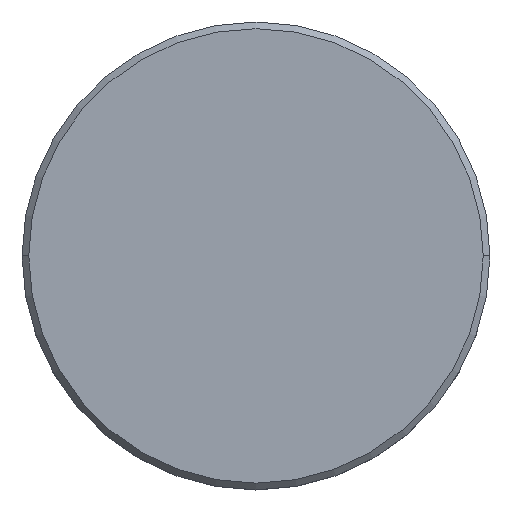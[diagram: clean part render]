
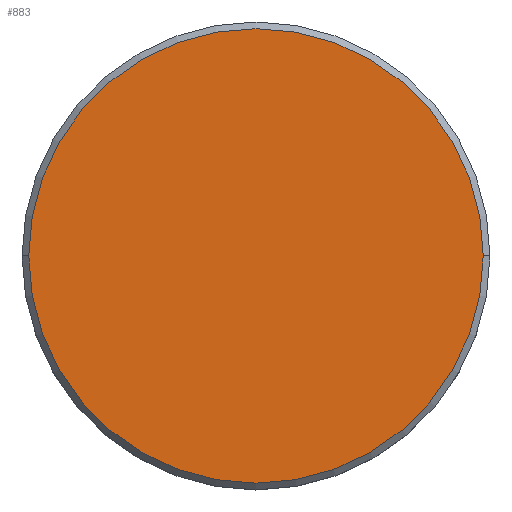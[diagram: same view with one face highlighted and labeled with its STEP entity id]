
A CAD part, top view. The second image highlights one B-rep face of the part: STEP entity #883.
In plain terms, the highlighted planar face has unit normal (0, 0, 1).
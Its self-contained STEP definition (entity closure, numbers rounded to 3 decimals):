
#8 = DIRECTION ( 'NONE',  ( 0., 0., 1. ) ) ;
#205 = ORIENTED_EDGE ( 'NONE', *, *, #543, .T. ) ;
#273 = DIRECTION ( 'NONE',  ( 1., 0., 0. ) ) ;
#318 = CIRCLE ( 'NONE', #904, 17. ) ;
#389 = DIRECTION ( 'NONE',  ( 1., 0., 0. ) ) ;
#462 = DIRECTION ( 'NONE',  ( 0., 0., 1. ) ) ;
#466 = DIRECTION ( 'NONE',  ( 1., 0., 0. ) ) ;
#543 = EDGE_CURVE ( 'NONE', #937, #553, #762, .T. ) ;
#551 = PLANE ( 'NONE',  #603 ) ;
#553 = VERTEX_POINT ( 'NONE', #816 ) ;
#603 = AXIS2_PLACEMENT_3D ( 'NONE', #750, #462, #466 ) ;
#665 = CARTESIAN_POINT ( 'NONE',  ( 0., 0., 0. ) ) ;
#674 = ORIENTED_EDGE ( 'NONE', *, *, #920, .T. ) ;
#750 = CARTESIAN_POINT ( 'NONE',  ( 0., 0., 0. ) ) ;
#762 = CIRCLE ( 'NONE', #785, 17. ) ;
#785 = AXIS2_PLACEMENT_3D ( 'NONE', #665, #1127, #389 ) ;
#814 = FACE_OUTER_BOUND ( 'NONE', #857, .T. ) ;
#816 = CARTESIAN_POINT ( 'NONE',  ( -17., 0., 0. ) ) ;
#857 = EDGE_LOOP ( 'NONE', ( #674, #205 ) ) ;
#883 = ADVANCED_FACE ( 'NONE', ( #814 ), #551, .T. ) ;
#904 = AXIS2_PLACEMENT_3D ( 'NONE', #1028, #8, #273 ) ;
#920 = EDGE_CURVE ( 'NONE', #553, #937, #318, .T. ) ;
#937 = VERTEX_POINT ( 'NONE', #1112 ) ;
#1028 = CARTESIAN_POINT ( 'NONE',  ( 0., 0., 0. ) ) ;
#1112 = CARTESIAN_POINT ( 'NONE',  ( 17., 0., 0. ) ) ;
#1127 = DIRECTION ( 'NONE',  ( 0., 0., 1. ) ) ;
